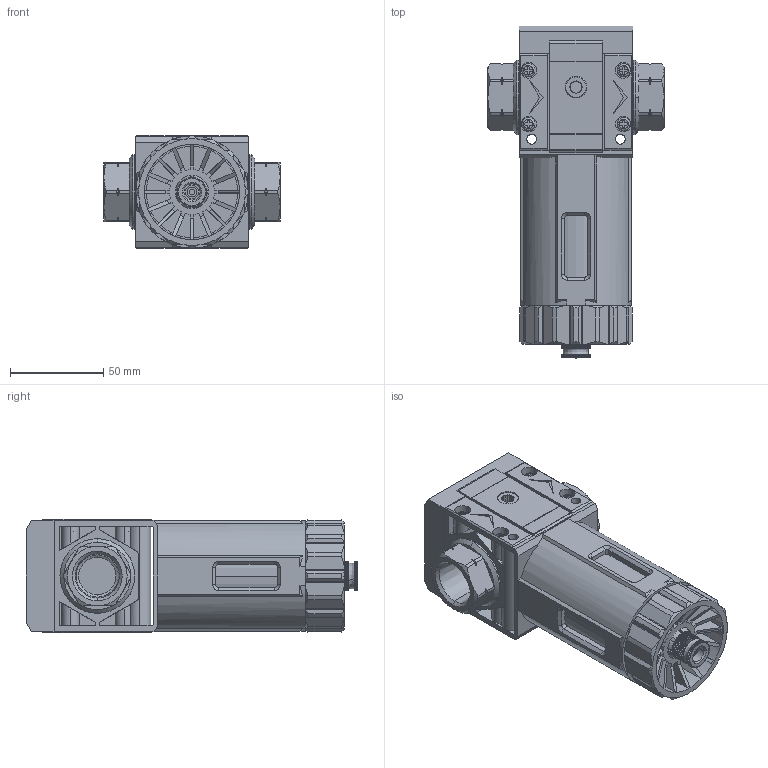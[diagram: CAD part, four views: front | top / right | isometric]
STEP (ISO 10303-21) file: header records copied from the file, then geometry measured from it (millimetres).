
FILE_DESCRIPTION (( 'STEP AP203' ), '1' );
FILE_NAME ('5U25D105.step', '2023-05-17T14:33:26', ( '' ), ( '' ), 'SwSTEP 2.0', 'SolidWorks 2021', '' );
FILE_SCHEMA (( 'CONFIG_CONTROL_DESIGN' ));
Length unit declared in the file: inch
Products named in the file (1): 5U25D105
Bounding box: 94.5 x 178 x 61 mm (x, y, z)
Volume: 406195.5 mm3; surface area: 127474.5 mm2
Topology: 14 solids, 14 shells, 1548 faces, 4154 edges, 2651 vertices
Faces by surface type: plane 975, cylinder 303, cone 188, bspline 82
Entity records: 52206 total; most frequent: CARTESIAN_POINT 13736, ORIENTED_EDGE 8308, DIRECTION 7679, EDGE_CURVE 4154, VECTOR 2663, LINE 2663, VERTEX_POINT 2651, AXIS2_PLACEMENT_3D 2508
